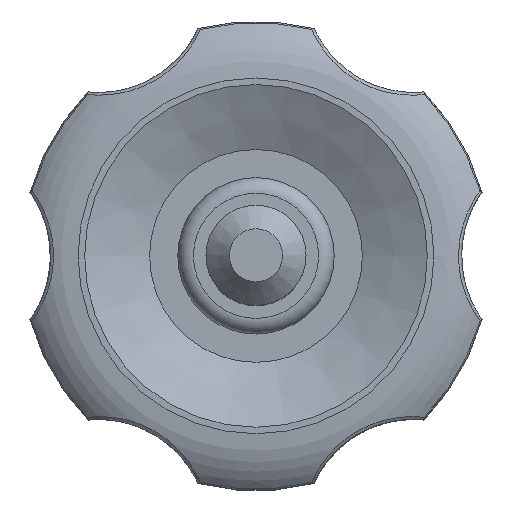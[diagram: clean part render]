
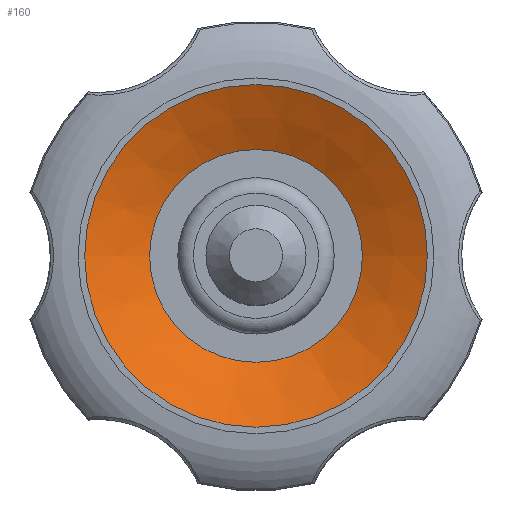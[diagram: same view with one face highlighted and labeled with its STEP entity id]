
A CAD part, top view. The second image highlights one B-rep face of the part: STEP entity #160.
In plain terms, the highlighted conical face has half-angle 64.269 degrees and reference radius 10.95 mm.
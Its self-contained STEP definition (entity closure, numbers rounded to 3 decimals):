
#160 = ADVANCED_FACE( '', ( #348, #349 ), #350, .F. );
#348 = FACE_BOUND( '', #1114, .T. );
#349 = FACE_OUTER_BOUND( '', #1115, .T. );
#350 = CONICAL_SURFACE( '', #1116, 10.95, 1.122 );
#1114 = EDGE_LOOP( '', ( #1832 ) );
#1115 = EDGE_LOOP( '', ( #1833 ) );
#1116 = AXIS2_PLACEMENT_3D( '', #1834, #1835, #1836 );
#1832 = ORIENTED_EDGE( '', *, *, #2229, .F. );
#1833 = ORIENTED_EDGE( '', *, *, #2230, .T. );
#1834 = CARTESIAN_POINT( '', ( 0., 0., 24. ) );
#1835 = DIRECTION( '', ( 0., 0., 1. ) );
#1836 = DIRECTION( '', ( 1., 0., 0. ) );
#2229 = EDGE_CURVE( '', #2500, #2500, #2501, .T. );
#2230 = EDGE_CURVE( '', #2502, #2502, #2503, .T. );
#2500 = VERTEX_POINT( '', #4296 );
#2501 = CIRCLE( '', #4297, 6.8 );
#2502 = VERTEX_POINT( '', #4298 );
#2503 = CIRCLE( '', #4299, 10.95 );
#4296 = CARTESIAN_POINT( '', ( 6.8, 0., 22. ) );
#4297 = AXIS2_PLACEMENT_3D( '', #5017, #5018, #5019 );
#4298 = CARTESIAN_POINT( '', ( 10.95, 0., 24. ) );
#4299 = AXIS2_PLACEMENT_3D( '', #5020, #5021, #5022 );
#5017 = CARTESIAN_POINT( '', ( 0., 0., 22. ) );
#5018 = DIRECTION( '', ( 0., 0., 1. ) );
#5019 = DIRECTION( '', ( 1., 0., 0. ) );
#5020 = CARTESIAN_POINT( '', ( 0., 0., 24. ) );
#5021 = DIRECTION( '', ( 0., 0., 1. ) );
#5022 = DIRECTION( '', ( 1., 0., 0. ) );
